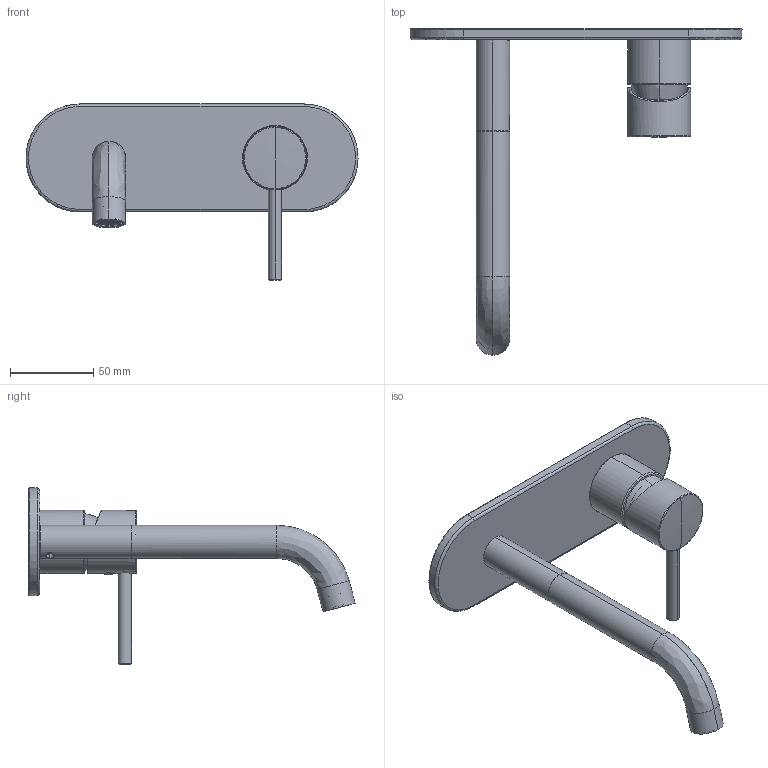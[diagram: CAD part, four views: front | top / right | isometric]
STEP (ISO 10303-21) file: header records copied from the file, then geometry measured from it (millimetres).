
FILE_DESCRIPTION(/* description */ (''),/* implementation_level */ '2;1');
FILE_NAME(/* name */ 'STEP - 164732601.2_2267205',/* time_stamp */ '2024-07-22T13:31:15+10:00',/* author */ (''),/* organization */ (''),/* preprocessor_version */ 'ST-DEVELOPER v16.5',/* originating_system */ 'Rhino 7.23',/* authorisation */ '');
FILE_SCHEMA (('AUTOMOTIVE_DESIGN'));
Length unit declared in the file: millimetre
Products named in the file (13): Document; 1647326012RECE0_ASM; 203102579901; 20501064160111; 203125681626; 20203041072610; 20501180160113; 20205339012667; 2020274702265; 2050508001264; 20602818012689; 20800080060112; 2060245901263
Assembly tree (13 placements, depth 3):
  Document
    1647326012RECE0_ASM
      203102579901
      20501064160111  x2
      203125681626
      20203041072610
      20501180160113
      20205339012667
      2020274702265
      2050508001264
      20602818012689
      20800080060112
      2060245901263
Bounding box: 199.94 x 196.45 x 106 mm (x, y, z)
Volume: 53136.1 mm3; surface area: 82822.3 mm2
Topology: 14 solids, 24 shells, 1898 faces, 5513 edges, 3608 vertices
Faces by surface type: plane 934, cylinder 819, bspline 145
Entity records: 72054 total; most frequent: CARTESIAN_POINT 34062, ORIENTED_EDGE 10886, EDGE_CURVE 5461, B_SPLINE_CURVE_WITH_KNOTS 4938, VERTEX_POINT 3583, EDGE_LOOP 2774, ADVANCED_FACE 1880, FACE_OUTER_BOUND 1880
